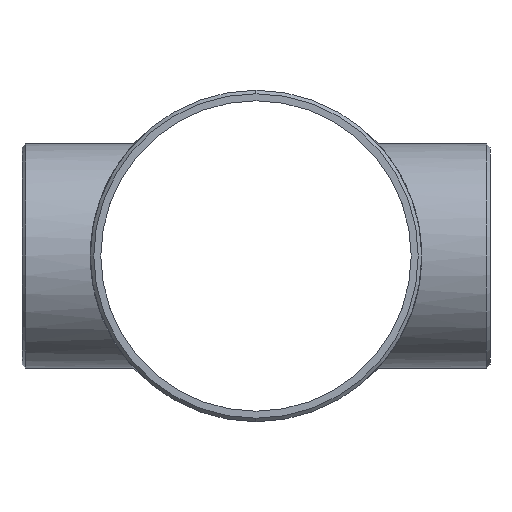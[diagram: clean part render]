
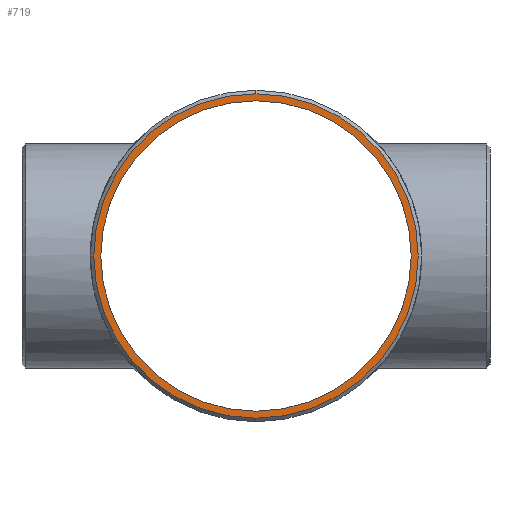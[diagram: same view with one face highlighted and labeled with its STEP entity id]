
A CAD part, left-side view. The second image highlights one B-rep face of the part: STEP entity #719.
In plain terms, the highlighted planar face has unit normal (-1, 0, 0).
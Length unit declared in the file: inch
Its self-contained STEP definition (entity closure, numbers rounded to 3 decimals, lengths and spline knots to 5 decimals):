
#12 = CIRCLE ( 'NONE', #940, 5.969 ) ;
#15 = PLANE ( 'NONE',  #622 ) ;
#25 = CIRCLE ( 'NONE', #833, 5.969 ) ;
#73 = CARTESIAN_POINT ( 'NONE',  ( -10., 0., 0. ) ) ;
#84 = DIRECTION ( 'NONE',  ( 0., 0., 1. ) ) ;
#124 = EDGE_CURVE ( 'NONE', #862, #1258, #25, .T. ) ;
#168 = DIRECTION ( 'NONE',  ( 1., 0., 0. ) ) ;
#203 = DIRECTION ( 'NONE',  ( -1., 0., 0. ) ) ;
#328 = VERTEX_POINT ( 'NONE', #1361 ) ;
#349 = CIRCLE ( 'NONE', #597, 6.23967 ) ;
#384 = ORIENTED_EDGE ( 'NONE', *, *, #1481, .T. ) ;
#420 = DIRECTION ( 'NONE',  ( 0., 0., 1. ) ) ;
#441 = EDGE_LOOP ( 'NONE', ( #970, #1390 ) ) ;
#483 = CARTESIAN_POINT ( 'NONE',  ( -10., 0., 0. ) ) ;
#495 = VERTEX_POINT ( 'NONE', #1314 ) ;
#498 = CIRCLE ( 'NONE', #1001, 6.23967 ) ;
#597 = AXIS2_PLACEMENT_3D ( 'NONE', #1249, #203, #677 ) ;
#622 = AXIS2_PLACEMENT_3D ( 'NONE', #483, #827, #1159 ) ;
#677 = DIRECTION ( 'NONE',  ( 0., 0., 1. ) ) ;
#719 = ADVANCED_FACE ( 'NONE', ( #1400, #1055 ), #15, .T. ) ;
#755 = DIRECTION ( 'NONE',  ( 0., 0., 1. ) ) ;
#783 = DIRECTION ( 'NONE',  ( -1., 0., 0. ) ) ;
#827 = DIRECTION ( 'NONE',  ( -1., 0., 0. ) ) ;
#833 = AXIS2_PLACEMENT_3D ( 'NONE', #73, #168, #755 ) ;
#862 = VERTEX_POINT ( 'NONE', #1000 ) ;
#940 = AXIS2_PLACEMENT_3D ( 'NONE', #1090, #979, #420 ) ;
#970 = ORIENTED_EDGE ( 'NONE', *, *, #1009, .T. ) ;
#979 = DIRECTION ( 'NONE',  ( 1., 0., 0. ) ) ;
#995 = EDGE_CURVE ( 'NONE', #328, #495, #498, .T. ) ;
#1000 = CARTESIAN_POINT ( 'NONE',  ( -10., 0., 5.969 ) ) ;
#1001 = AXIS2_PLACEMENT_3D ( 'NONE', #1367, #783, #84 ) ;
#1009 = EDGE_CURVE ( 'NONE', #495, #328, #349, .T. ) ;
#1055 = FACE_BOUND ( 'NONE', #1296, .T. ) ;
#1090 = CARTESIAN_POINT ( 'NONE',  ( -10., 0., 0. ) ) ;
#1159 = DIRECTION ( 'NONE',  ( 0., 0., -1. ) ) ;
#1240 = ORIENTED_EDGE ( 'NONE', *, *, #124, .T. ) ;
#1249 = CARTESIAN_POINT ( 'NONE',  ( -10., 0., 0. ) ) ;
#1258 = VERTEX_POINT ( 'NONE', #1345 ) ;
#1296 = EDGE_LOOP ( 'NONE', ( #1240, #384 ) ) ;
#1314 = CARTESIAN_POINT ( 'NONE',  ( -10., 0., -6.23967 ) ) ;
#1345 = CARTESIAN_POINT ( 'NONE',  ( -10., 0., -5.969 ) ) ;
#1361 = CARTESIAN_POINT ( 'NONE',  ( -10., 0., 6.23967 ) ) ;
#1367 = CARTESIAN_POINT ( 'NONE',  ( -10., 0., 0. ) ) ;
#1390 = ORIENTED_EDGE ( 'NONE', *, *, #995, .T. ) ;
#1400 = FACE_OUTER_BOUND ( 'NONE', #441, .T. ) ;
#1481 = EDGE_CURVE ( 'NONE', #1258, #862, #12, .T. ) ;
